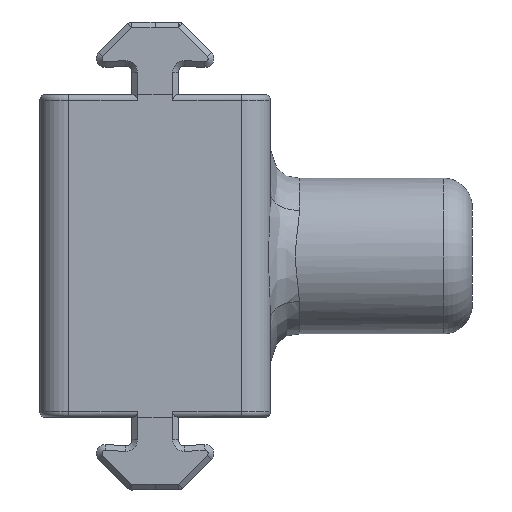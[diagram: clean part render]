
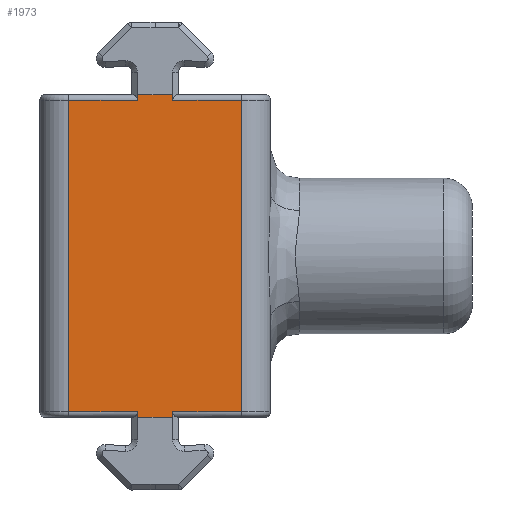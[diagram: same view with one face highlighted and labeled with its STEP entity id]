
A CAD part, front view. The second image highlights one B-rep face of the part: STEP entity #1973.
In plain terms, the highlighted planar face has unit normal (0, -1, 0).
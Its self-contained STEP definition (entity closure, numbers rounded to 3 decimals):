
#65=PLANE('',#2134);
#130=LINE('',#3232,#327);
#151=LINE('',#3293,#348);
#152=LINE('',#3297,#349);
#153=LINE('',#3299,#350);
#154=LINE('',#3301,#351);
#155=LINE('',#3303,#352);
#156=LINE('',#3305,#353);
#157=LINE('',#3307,#354);
#158=LINE('',#3309,#355);
#159=LINE('',#3311,#356);
#160=LINE('',#3313,#357);
#161=LINE('',#3315,#358);
#162=LINE('',#3317,#359);
#163=LINE('',#3318,#360);
#327=VECTOR('',#2358,10.);
#348=VECTOR('',#2415,10.);
#349=VECTOR('',#2420,10.);
#350=VECTOR('',#2421,10.);
#351=VECTOR('',#2422,10.);
#352=VECTOR('',#2423,10.);
#353=VECTOR('',#2424,10.);
#354=VECTOR('',#2425,10.);
#355=VECTOR('',#2426,10.);
#356=VECTOR('',#2427,10.);
#357=VECTOR('',#2428,10.);
#358=VECTOR('',#2429,10.);
#359=VECTOR('',#2430,10.);
#360=VECTOR('',#2431,10.);
#564=FACE_OUTER_BOUND('',#692,.T.);
#692=EDGE_LOOP('',(#1454,#1455,#1456,#1457,#1458,#1459,#1460,#1461,#1462,
#1463,#1464,#1465,#1466,#1467));
#912=VERTEX_POINT('',#3228);
#914=VERTEX_POINT('',#3231);
#936=VERTEX_POINT('',#3292);
#937=VERTEX_POINT('',#3296);
#938=VERTEX_POINT('',#3298);
#939=VERTEX_POINT('',#3300);
#940=VERTEX_POINT('',#3302);
#941=VERTEX_POINT('',#3304);
#942=VERTEX_POINT('',#3306);
#943=VERTEX_POINT('',#3308);
#944=VERTEX_POINT('',#3310);
#945=VERTEX_POINT('',#3312);
#946=VERTEX_POINT('',#3314);
#947=VERTEX_POINT('',#3316);
#1092=EDGE_CURVE('',#912,#914,#130,.T.);
#1123=EDGE_CURVE('',#914,#936,#151,.T.);
#1125=EDGE_CURVE('',#937,#912,#152,.T.);
#1126=EDGE_CURVE('',#938,#937,#153,.T.);
#1127=EDGE_CURVE('',#938,#939,#154,.T.);
#1128=EDGE_CURVE('',#940,#939,#155,.T.);
#1129=EDGE_CURVE('',#941,#940,#156,.T.);
#1130=EDGE_CURVE('',#942,#941,#157,.T.);
#1131=EDGE_CURVE('',#943,#942,#158,.T.);
#1132=EDGE_CURVE('',#944,#943,#159,.T.);
#1133=EDGE_CURVE('',#945,#944,#160,.T.);
#1134=EDGE_CURVE('',#945,#946,#161,.T.);
#1135=EDGE_CURVE('',#947,#946,#162,.T.);
#1136=EDGE_CURVE('',#936,#947,#163,.T.);
#1454=ORIENTED_EDGE('',*,*,#1092,.F.);
#1455=ORIENTED_EDGE('',*,*,#1125,.F.);
#1456=ORIENTED_EDGE('',*,*,#1126,.F.);
#1457=ORIENTED_EDGE('',*,*,#1127,.T.);
#1458=ORIENTED_EDGE('',*,*,#1128,.F.);
#1459=ORIENTED_EDGE('',*,*,#1129,.F.);
#1460=ORIENTED_EDGE('',*,*,#1130,.F.);
#1461=ORIENTED_EDGE('',*,*,#1131,.F.);
#1462=ORIENTED_EDGE('',*,*,#1132,.F.);
#1463=ORIENTED_EDGE('',*,*,#1133,.F.);
#1464=ORIENTED_EDGE('',*,*,#1134,.T.);
#1465=ORIENTED_EDGE('',*,*,#1135,.F.);
#1466=ORIENTED_EDGE('',*,*,#1136,.F.);
#1467=ORIENTED_EDGE('',*,*,#1123,.F.);
#1973=ADVANCED_FACE('',(#564),#65,.T.);
#2134=AXIS2_PLACEMENT_3D('',#3295,#2418,#2419);
#2358=DIRECTION('',(-1.,0.,0.));
#2415=DIRECTION('',(0.,0.,1.));
#2418=DIRECTION('center_axis',(0.,-1.,0.));
#2419=DIRECTION('ref_axis',(1.,0.,0.));
#2420=DIRECTION('',(0.,0.,1.));
#2421=DIRECTION('',(-1.,0.,0.));
#2422=DIRECTION('',(1.,0.,0.));
#2423=DIRECTION('',(0.,0.,-1.));
#2424=DIRECTION('',(-1.,0.,0.));
#2425=DIRECTION('',(0.,0.,-1.));
#2426=DIRECTION('',(1.,0.,0.));
#2427=DIRECTION('',(0.,0.,-1.));
#2428=DIRECTION('',(1.,0.,0.));
#2429=DIRECTION('',(-1.,0.,0.));
#2430=DIRECTION('',(0.,0.,1.));
#2431=DIRECTION('',(1.,0.,0.));
#3228=CARTESIAN_POINT('',(7.2,0.,13.575));
#3231=CARTESIAN_POINT('',(-4.75,0.,13.575));
#3232=CARTESIAN_POINT('',(0.25,0.,13.575));
#3292=CARTESIAN_POINT('',(-4.75,0.,67.575));
#3293=CARTESIAN_POINT('',(-4.75,0.,12.575));
#3295=CARTESIAN_POINT('Origin',(-9.75,0.,
12.575));
#3296=CARTESIAN_POINT('',(7.2,0.,12.575));
#3297=CARTESIAN_POINT('',(7.2,0.,10.033));
#3298=CARTESIAN_POINT('',(10.25,0.,12.575));
#3299=CARTESIAN_POINT('',(10.25,0.,12.575));
#3300=CARTESIAN_POINT('',(13.3,0.,12.575));
#3301=CARTESIAN_POINT('',(10.25,0.,12.575));
#3302=CARTESIAN_POINT('',(13.3,0.,13.575));
#3303=CARTESIAN_POINT('',(13.3,0.,11.003));
#3304=CARTESIAN_POINT('',(25.25,0.,13.575));
#3305=CARTESIAN_POINT('',(0.25,0.,13.575));
#3306=CARTESIAN_POINT('',(25.25,0.,67.575));
#3307=CARTESIAN_POINT('',(25.25,0.,12.575));
#3308=CARTESIAN_POINT('',(13.3,0.,67.575));
#3309=CARTESIAN_POINT('',(0.25,0.,67.575));
#3310=CARTESIAN_POINT('',(13.3,0.,68.575));
#3311=CARTESIAN_POINT('',(13.3,0.,43.117));
#3312=CARTESIAN_POINT('',(10.25,0.,68.575));
#3313=CARTESIAN_POINT('',(10.25,0.,68.575));
#3314=CARTESIAN_POINT('',(7.2,0.,68.575));
#3315=CARTESIAN_POINT('',(10.25,0.,68.575));
#3316=CARTESIAN_POINT('',(7.2,0.,67.575));
#3317=CARTESIAN_POINT('',(7.2,0.,42.147));
#3318=CARTESIAN_POINT('',(0.25,0.,67.575));
